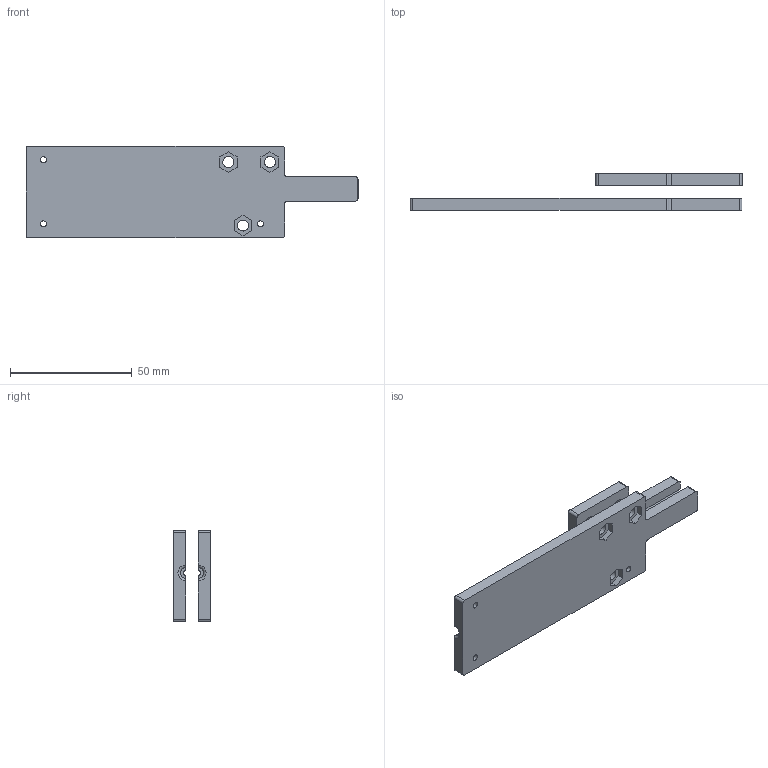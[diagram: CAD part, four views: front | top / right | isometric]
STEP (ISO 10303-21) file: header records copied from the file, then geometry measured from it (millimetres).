
FILE_DESCRIPTION(/* description */ (''),/* implementation_level */ '2;1');
FILE_NAME(/* name */ 'sampling_needle_mount.step',/* time_stamp */ '2022-07-25T18:09:59+02:00',/* author */ (''),/* organization */ (''),/* preprocessor_version */ 'ST-DEVELOPER v18.1',/* originating_system */ 'Autodesk Translation Framework v10.14.0.1471',/* authorisation */ '');
FILE_SCHEMA (('AUTOMOTIVE_DESIGN { 1 0 10303 214 3 1 1 }'));
Length unit declared in the file: millimetre
Products named in the file (1): needle_mount
Bounding box: 136.15 x 15 x 37.5 mm (x, y, z)
Volume: 26498.8 mm3; surface area: 14933.4 mm2
Topology: 2 solids, 2 shells, 77 faces, 210 edges, 140 vertices
Faces by surface type: plane 45, cylinder 30, torus 2
Full cylindrical faces by diameter (mm): 2.5 x3, 4 x1, 4.5 x6
Entity records: 2522 total; most frequent: DIRECTION 432, CARTESIAN_POINT 428, ORIENTED_EDGE 420, EDGE_CURVE 210, LINE 144, VECTOR 144, AXIS2_PLACEMENT_3D 144, VERTEX_POINT 140
